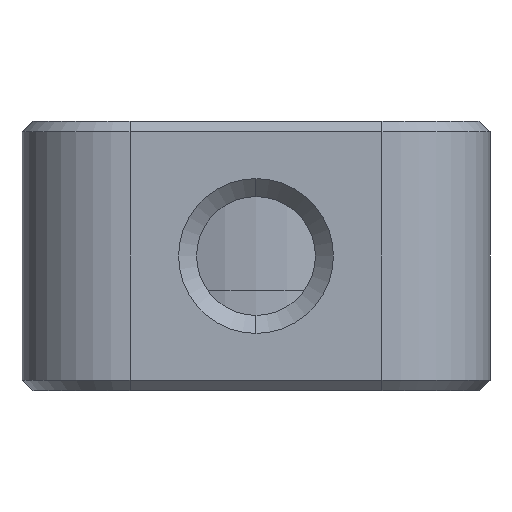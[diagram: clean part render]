
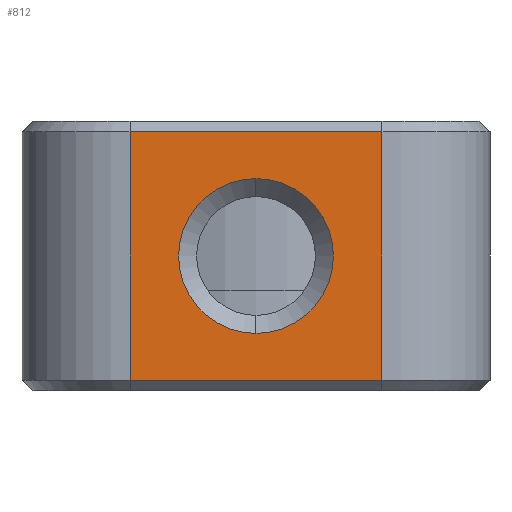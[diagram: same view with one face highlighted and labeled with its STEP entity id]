
A CAD part, front view. The second image highlights one B-rep face of the part: STEP entity #812.
In plain terms, the highlighted planar face has unit normal (0, -1, 0).
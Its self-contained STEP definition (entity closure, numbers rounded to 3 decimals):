
#112 = EDGE_LOOP ( 'NONE', ( #1602, #3113 ) ) ;
#178 = EDGE_CURVE ( 'NONE', #3592, #2992, #2353, .T. ) ;
#253 = FACE_OUTER_BOUND ( 'NONE', #3242, .T. ) ;
#255 = DIRECTION ( 'NONE',  ( 0., 1., 0. ) ) ;
#327 = DIRECTION ( 'NONE',  ( 0., 0., 1. ) ) ;
#344 = FACE_BOUND ( 'NONE', #112, .T. ) ;
#442 = ORIENTED_EDGE ( 'NONE', *, *, #1408, .T. ) ;
#553 = VERTEX_POINT ( 'NONE', #933 ) ;
#573 = AXIS2_PLACEMENT_3D ( 'NONE', #3344, #2243, #1080 ) ;
#579 = CARTESIAN_POINT ( 'NONE',  ( 1.184, -3.279, 3.75 ) ) ;
#589 = VECTOR ( 'NONE', #3204, 1000. ) ;
#626 = EDGE_CURVE ( 'NONE', #1573, #553, #1541, .T. ) ;
#645 = CARTESIAN_POINT ( 'NONE',  ( 11.184, -3.279, 3.45 ) ) ;
#724 = CARTESIAN_POINT ( 'NONE',  ( 4.184, -3.279, 3.45 ) ) ;
#808 = PLANE ( 'NONE',  #1163 ) ;
#812 = ADVANCED_FACE ( 'NONE', ( #344, #253 ), #808, .F. ) ;
#880 = CIRCLE ( 'NONE', #3582, 2.15 ) ;
#931 = VERTEX_POINT ( 'NONE', #1169 ) ;
#933 = CARTESIAN_POINT ( 'NONE',  ( 11.184, -3.279, -3.45 ) ) ;
#1080 = DIRECTION ( 'NONE',  ( 0., 0., 1. ) ) ;
#1163 = AXIS2_PLACEMENT_3D ( 'NONE', #579, #1993, #2400 ) ;
#1169 = CARTESIAN_POINT ( 'NONE',  ( 4.184, -3.279, 3.45 ) ) ;
#1332 = EDGE_CURVE ( 'NONE', #1431, #931, #1627, .T. ) ;
#1372 = LINE ( 'NONE', #2339, #2127 ) ;
#1408 = EDGE_CURVE ( 'NONE', #931, #1573, #3666, .T. ) ;
#1431 = VERTEX_POINT ( 'NONE', #645 ) ;
#1541 = LINE ( 'NONE', #1658, #2232 ) ;
#1556 = DIRECTION ( 'NONE',  ( 1., 0., 0. ) ) ;
#1573 = VERTEX_POINT ( 'NONE', #2578 ) ;
#1602 = ORIENTED_EDGE ( 'NONE', *, *, #2033, .T. ) ;
#1616 = ORIENTED_EDGE ( 'NONE', *, *, #626, .T. ) ;
#1627 = LINE ( 'NONE', #724, #2411 ) ;
#1658 = CARTESIAN_POINT ( 'NONE',  ( 1.184, -3.279, -3.45 ) ) ;
#1680 = DIRECTION ( 'NONE',  ( 0., 0., 1. ) ) ;
#1734 = CARTESIAN_POINT ( 'NONE',  ( 7.684, -3.279, 2.15 ) ) ;
#1965 = ORIENTED_EDGE ( 'NONE', *, *, #2141, .T. ) ;
#1993 = DIRECTION ( 'NONE',  ( 0., 1., 0. ) ) ;
#2033 = EDGE_CURVE ( 'NONE', #2992, #3592, #880, .T. ) ;
#2127 = VECTOR ( 'NONE', #327, 1000. ) ;
#2141 = EDGE_CURVE ( 'NONE', #553, #1431, #1372, .T. ) ;
#2232 = VECTOR ( 'NONE', #1556, 1000. ) ;
#2243 = DIRECTION ( 'NONE',  ( 0., 1., 0. ) ) ;
#2339 = CARTESIAN_POINT ( 'NONE',  ( 11.184, -3.279, 3.75 ) ) ;
#2353 = CIRCLE ( 'NONE', #573, 2.15 ) ;
#2400 = DIRECTION ( 'NONE',  ( 0., 0., 1. ) ) ;
#2411 = VECTOR ( 'NONE', #2419, 1000. ) ;
#2419 = DIRECTION ( 'NONE',  ( -1., 0., 0. ) ) ;
#2568 = ORIENTED_EDGE ( 'NONE', *, *, #1332, .T. ) ;
#2578 = CARTESIAN_POINT ( 'NONE',  ( 4.184, -3.279, -3.45 ) ) ;
#2877 = CARTESIAN_POINT ( 'NONE',  ( 4.184, -3.279, 3.75 ) ) ;
#2992 = VERTEX_POINT ( 'NONE', #3650 ) ;
#3113 = ORIENTED_EDGE ( 'NONE', *, *, #178, .T. ) ;
#3204 = DIRECTION ( 'NONE',  ( 0., 0., -1. ) ) ;
#3242 = EDGE_LOOP ( 'NONE', ( #1965, #2568, #442, #1616 ) ) ;
#3344 = CARTESIAN_POINT ( 'NONE',  ( 7.684, -3.279, 0. ) ) ;
#3444 = CARTESIAN_POINT ( 'NONE',  ( 7.684, -3.279, 0. ) ) ;
#3582 = AXIS2_PLACEMENT_3D ( 'NONE', #3444, #255, #1680 ) ;
#3592 = VERTEX_POINT ( 'NONE', #1734 ) ;
#3650 = CARTESIAN_POINT ( 'NONE',  ( 7.684, -3.279, -2.15 ) ) ;
#3666 = LINE ( 'NONE', #2877, #589 ) ;
